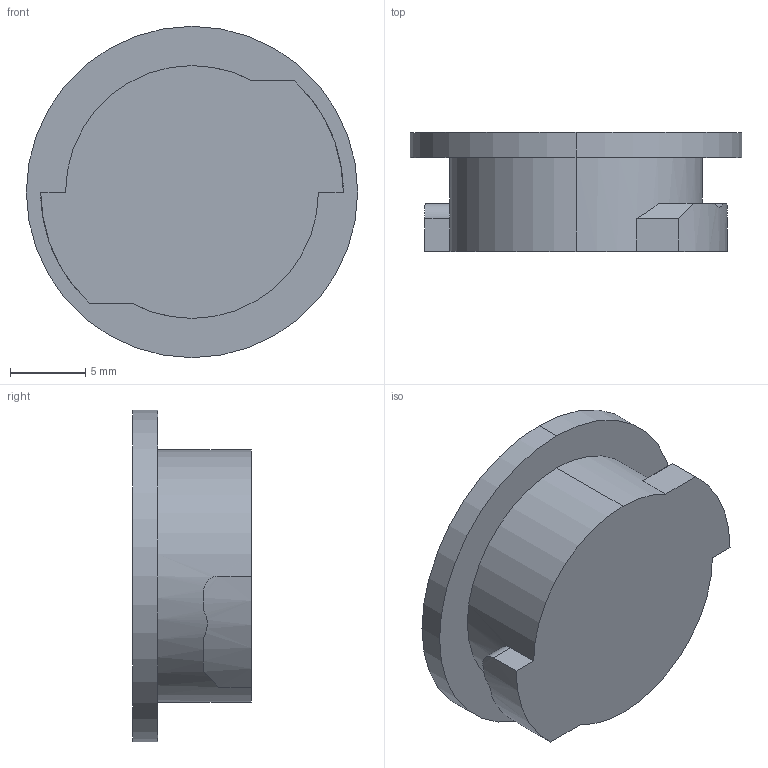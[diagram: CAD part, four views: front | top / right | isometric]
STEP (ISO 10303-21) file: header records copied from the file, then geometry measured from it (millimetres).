
FILE_DESCRIPTION (( 'STEP AP214' ), '1' );
FILE_NAME ('SFPLUGCAP.STEP', '2021-05-20T09:36:08', ( '' ), ( '' ), 'SwSTEP 2.0', 'SolidWorks 2017', '' );
FILE_SCHEMA (( 'AUTOMOTIVE_DESIGN' ));
Length unit declared in the file: inch
Products named in the file (1): SFPLUGCAP
Bounding box: 21.97 x 7.87 x 21.97 mm (x, y, z)
Volume: 1746.4 mm3; surface area: 1431.1 mm2
Topology: 1 solids, 1 shells, 44 faces, 108 edges, 70 vertices
Faces by surface type: plane 31, cylinder 10, cone 2, bspline 1
Entity records: 1572 total; most frequent: CARTESIAN_POINT 518, ORIENTED_EDGE 216, DIRECTION 198, EDGE_CURVE 108, VERTEX_POINT 70, AXIS2_PLACEMENT_3D 68, VECTOR 62, LINE 62
